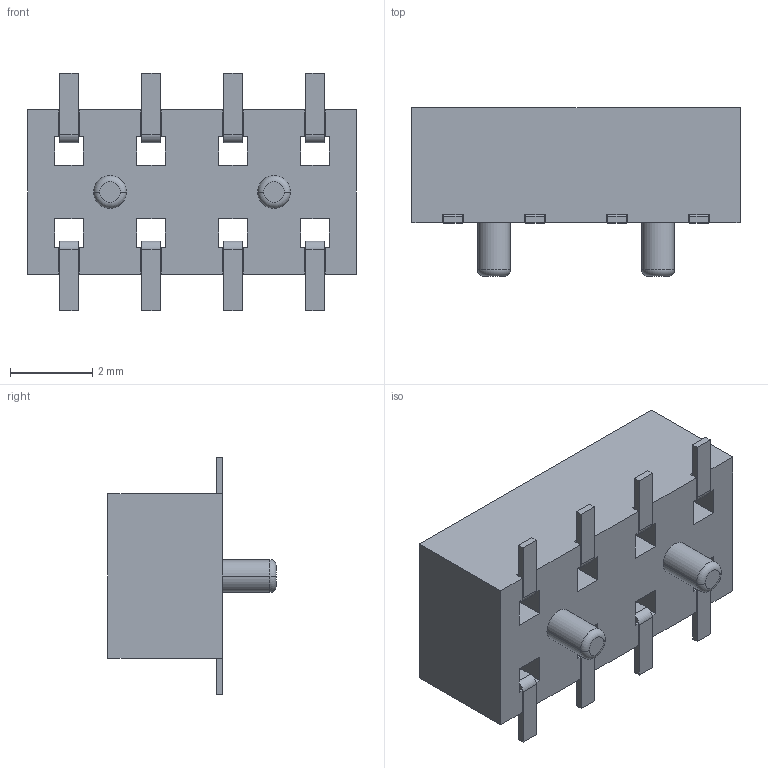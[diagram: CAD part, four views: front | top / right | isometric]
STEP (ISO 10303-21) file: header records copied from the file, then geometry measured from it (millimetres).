
FILE_DESCRIPTION (( 'STEP AP214' ), '1' );
FILE_NAME ('BF080-08-A-1-L-C.STEP', '2024-03-11T07:48:34', ( '' ), ( '' ), 'SwSTEP 2.0', 'SolidWorks 2021', '' );
FILE_SCHEMA (( 'AUTOMOTIVE_DESIGN' ));
Length unit declared in the file: millimetre
Products named in the file (3): Pin gold; BF080-08-A-1-L-C; Body_08
Assembly tree (5 placements, depth 2):
  BF080-08-A-1-L-C
    Body_08
    Pin gold  x4
Bounding box: 8 x 4.1 x 5.8 mm (x, y, z)
Volume: 79.9 mm3; surface area: 210.9 mm2
Topology: 9 solids, 9 shells, 184 faces, 480 edges, 308 vertices
Faces by surface type: plane 160, cylinder 20, torus 4
Entity records: 3971 total; most frequent: CARTESIAN_POINT 680, ORIENTED_EDGE 672, DIRECTION 624, EDGE_CURVE 336, LINE 312, VECTOR 312, VERTEX_POINT 212, AXIS2_PLACEMENT_3D 156
